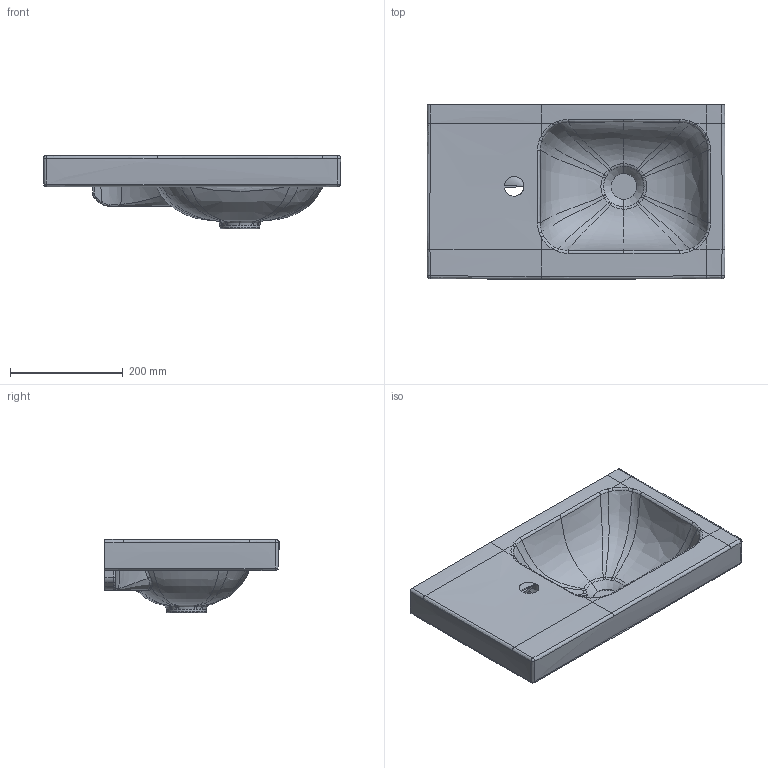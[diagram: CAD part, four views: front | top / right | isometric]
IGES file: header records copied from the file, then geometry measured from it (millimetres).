
Global section: file name: 501.833.JT.1; native system: Autodesk Inventor 2021; preprocessor: unknown; author: JANAN; date: 20221128.072551; units: millimetre
Bounding box: 529.32 x 310.04 x 131.16 mm (x, y, z)
Volume: 5548533.6 mm3; surface area: 524249.1 mm2
Topology: 1 solids, 1 shells, 338 faces, 804 edges, 468 vertices
Faces by surface type: bspline 338
